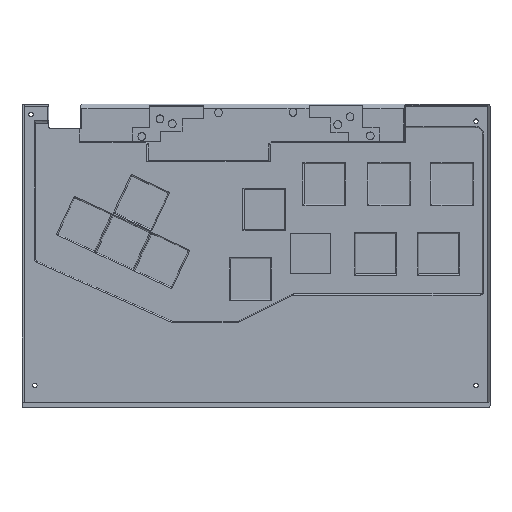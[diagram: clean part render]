
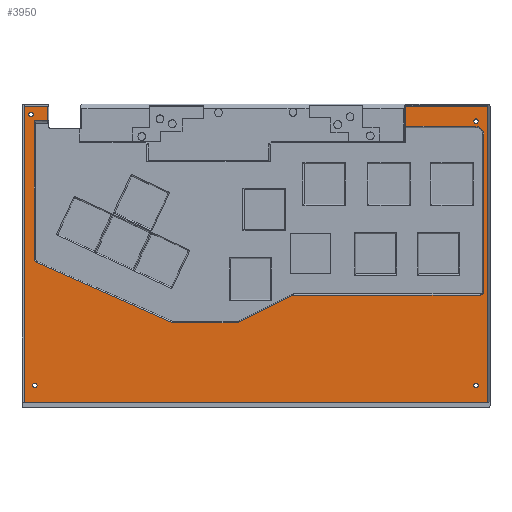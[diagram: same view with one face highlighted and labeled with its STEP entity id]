
A CAD part, top view. The second image highlights one B-rep face of the part: STEP entity #3950.
In plain terms, the highlighted planar face has unit normal (0, 0, 1).
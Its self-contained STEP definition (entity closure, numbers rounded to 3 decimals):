
#3188=CARTESIAN_POINT('',(200.746,127.05,9.));
#3189=VERTEX_POINT('',#3188);
#3213=CARTESIAN_POINT('',(201.746,127.05,9.));
#3214=DIRECTION('',(0.,0.,1.));
#3215=DIRECTION('',(-1.,0.,0.));
#3216=AXIS2_PLACEMENT_3D('',#3213,#3214,#3215);
#3217=CIRCLE('',#3216,1.);
#3218=EDGE_CURVE('',#3189,#3189,#3217,.T.);
#3230=CARTESIAN_POINT('',(200.746,9.05,9.));
#3231=VERTEX_POINT('',#3230);
#3255=CARTESIAN_POINT('',(201.746,9.05,9.));
#3256=DIRECTION('',(0.,0.,1.));
#3257=DIRECTION('',(-1.,0.,0.));
#3258=AXIS2_PLACEMENT_3D('',#3255,#3256,#3257);
#3259=CIRCLE('',#3258,1.);
#3260=EDGE_CURVE('',#3231,#3231,#3259,.T.);
#3272=CARTESIAN_POINT('',(3.746,9.05,9.));
#3273=VERTEX_POINT('',#3272);
#3297=CARTESIAN_POINT('',(4.746,9.05,9.));
#3298=DIRECTION('',(0.,0.,1.));
#3299=DIRECTION('',(-1.,0.,0.));
#3300=AXIS2_PLACEMENT_3D('',#3297,#3298,#3299);
#3301=CIRCLE('',#3300,1.);
#3302=EDGE_CURVE('',#3273,#3273,#3301,.T.);
#3614=CARTESIAN_POINT('',(0.,133.7,9.));
#3615=VERTEX_POINT('',#3614);
#3622=CARTESIAN_POINT('',(10.47,133.7,9.));
#3623=VERTEX_POINT('',#3622);
#3624=CARTESIAN_POINT('',(10.47,133.7,9.));
#3625=DIRECTION('',(-1.,-0.,0.));
#3626=VECTOR('',#3625,10.47);
#3627=LINE('',#3624,#3626);
#3628=EDGE_CURVE('',#3623,#3615,#3627,.T.);
#3651=CARTESIAN_POINT('',(207.,133.7,9.));
#3652=VERTEX_POINT('',#3651);
#3669=CARTESIAN_POINT('',(170.374,133.7,9.));
#3670=VERTEX_POINT('',#3669);
#3677=CARTESIAN_POINT('',(207.,133.7,9.));
#3678=DIRECTION('',(-1.,-0.,0.));
#3679=VECTOR('',#3678,36.626);
#3680=LINE('',#3677,#3679);
#3681=EDGE_CURVE('',#3652,#3670,#3680,.T.);
#3691=CARTESIAN_POINT('',(207.,1.55,9.));
#3692=VERTEX_POINT('',#3691);
#3715=CARTESIAN_POINT('',(207.,1.55,9.));
#3716=DIRECTION('',(-0.,1.,0.));
#3717=VECTOR('',#3716,132.15);
#3718=LINE('',#3715,#3717);
#3719=EDGE_CURVE('',#3692,#3652,#3718,.T.);
#3729=CARTESIAN_POINT('',(0.,1.55,9.));
#3730=VERTEX_POINT('',#3729);
#3746=CARTESIAN_POINT('',(0.,1.55,9.));
#3747=DIRECTION('',(1.,0.,0.));
#3748=VECTOR('',#3747,207.);
#3749=LINE('',#3746,#3748);
#3750=EDGE_CURVE('',#3730,#3692,#3749,.T.);
#3768=CARTESIAN_POINT('',(0.,133.7,9.));
#3769=DIRECTION('',(0.,-1.,0.));
#3770=VECTOR('',#3769,132.15);
#3771=LINE('',#3768,#3770);
#3772=EDGE_CURVE('',#3615,#3730,#3771,.T.);
#3777=CARTESIAN_POINT('',(0.,0.,9.));
#3778=DIRECTION('',(0.,0.,-1.));
#3779=DIRECTION('',(-1.,0.,0.));
#3780=AXIS2_PLACEMENT_3D('',#3777,#3778,#3779);
#3781=PLANE('',#3780);
#3782=CARTESIAN_POINT('',(4.,130.,9.));
#3783=VERTEX_POINT('',#3782);
#3784=CARTESIAN_POINT('',(2.,130.,9.));
#3785=VERTEX_POINT('',#3784);
#3786=CARTESIAN_POINT('',(3.,130.,9.));
#3787=DIRECTION('',(-0.,-0.,1.));
#3788=DIRECTION('',(-1.,0.,0.));
#3789=AXIS2_PLACEMENT_3D('',#3786,#3787,#3788);
#3790=CIRCLE('',#3789,1.);
#3791=EDGE_CURVE('',#3783,#3785,#3790,.T.);
#3792=ORIENTED_EDGE('',*,*,#3791,.F.);
#3793=CARTESIAN_POINT('',(3.,130.,9.));
#3794=DIRECTION('',(-0.,-0.,1.));
#3795=DIRECTION('',(-1.,0.,0.));
#3796=AXIS2_PLACEMENT_3D('',#3793,#3794,#3795);
#3797=CIRCLE('',#3796,1.);
#3798=EDGE_CURVE('',#3785,#3783,#3797,.T.);
#3799=ORIENTED_EDGE('',*,*,#3798,.F.);
#3800=EDGE_LOOP('',(#3792,#3799));
#3801=FACE_BOUND('',#3800,.T.);
#3802=ORIENTED_EDGE('',*,*,#3681,.T.);
#3803=CARTESIAN_POINT('',(170.374,124.7,9.));
#3804=VERTEX_POINT('',#3803);
#3805=CARTESIAN_POINT('',(170.374,133.7,9.));
#3806=DIRECTION('',(-0.,-1.,-0.));
#3807=VECTOR('',#3806,9.);
#3808=LINE('',#3805,#3807);
#3809=EDGE_CURVE('',#3670,#3804,#3808,.T.);
#3810=ORIENTED_EDGE('',*,*,#3809,.T.);
#3811=CARTESIAN_POINT('',(201.629,124.7,9.));
#3812=VERTEX_POINT('',#3811);
#3813=CARTESIAN_POINT('',(170.374,124.7,9.));
#3814=DIRECTION('',(1.,0.,-0.));
#3815=VECTOR('',#3814,31.256);
#3816=LINE('',#3813,#3815);
#3817=EDGE_CURVE('',#3804,#3812,#3816,.T.);
#3818=ORIENTED_EDGE('',*,*,#3817,.T.);
#3819=CARTESIAN_POINT('',(205.129,121.2,9.));
#3820=VERTEX_POINT('',#3819);
#3821=CARTESIAN_POINT('',(201.629,121.2,9.));
#3822=DIRECTION('',(0.,0.,-1.));
#3823=DIRECTION('',(-1.,0.,0.));
#3824=AXIS2_PLACEMENT_3D('',#3821,#3822,#3823);
#3825=CIRCLE('',#3824,3.5);
#3826=EDGE_CURVE('',#3812,#3820,#3825,.T.);
#3827=ORIENTED_EDGE('',*,*,#3826,.T.);
#3828=CARTESIAN_POINT('',(205.129,50.88,9.));
#3829=VERTEX_POINT('',#3828);
#3830=CARTESIAN_POINT('',(205.129,121.2,9.));
#3831=DIRECTION('',(0.,-1.,0.));
#3832=VECTOR('',#3831,70.32);
#3833=LINE('',#3830,#3832);
#3834=EDGE_CURVE('',#3820,#3829,#3833,.T.);
#3835=ORIENTED_EDGE('',*,*,#3834,.T.);
#3836=CARTESIAN_POINT('',(203.629,49.38,9.));
#3837=VERTEX_POINT('',#3836);
#3838=CARTESIAN_POINT('',(203.629,50.88,9.));
#3839=DIRECTION('',(0.,0.,-1.));
#3840=DIRECTION('',(-1.,0.,0.));
#3841=AXIS2_PLACEMENT_3D('',#3838,#3839,#3840);
#3842=CIRCLE('',#3841,1.5);
#3843=EDGE_CURVE('',#3829,#3837,#3842,.T.);
#3844=ORIENTED_EDGE('',*,*,#3843,.T.);
#3845=CARTESIAN_POINT('',(120.195,49.38,9.));
#3846=VERTEX_POINT('',#3845);
#3847=CARTESIAN_POINT('',(203.629,49.38,9.));
#3848=DIRECTION('',(-1.,0.,0.));
#3849=VECTOR('',#3848,83.434);
#3850=LINE('',#3847,#3849);
#3851=EDGE_CURVE('',#3837,#3846,#3850,.T.);
#3852=ORIENTED_EDGE('',*,*,#3851,.T.);
#3853=CARTESIAN_POINT('',(119.972,49.327,9.));
#3854=VERTEX_POINT('',#3853);
#3855=CARTESIAN_POINT('',(120.195,48.88,9.));
#3856=DIRECTION('',(-0.,-0.,1.));
#3857=DIRECTION('',(-1.,0.,0.));
#3858=AXIS2_PLACEMENT_3D('',#3855,#3856,#3857);
#3859=CIRCLE('',#3858,0.5);
#3860=EDGE_CURVE('',#3846,#3854,#3859,.T.);
#3861=ORIENTED_EDGE('',*,*,#3860,.T.);
#3862=CARTESIAN_POINT('',(95.785,37.235,9.));
#3863=VERTEX_POINT('',#3862);
#3864=CARTESIAN_POINT('',(119.972,49.327,9.));
#3865=DIRECTION('',(-0.894,-0.447,0.));
#3866=VECTOR('',#3865,27.041);
#3867=LINE('',#3864,#3866);
#3868=EDGE_CURVE('',#3854,#3863,#3867,.T.);
#3869=ORIENTED_EDGE('',*,*,#3868,.T.);
#3870=CARTESIAN_POINT('',(95.114,37.077,9.));
#3871=VERTEX_POINT('',#3870);
#3872=CARTESIAN_POINT('',(95.114,38.577,9.));
#3873=DIRECTION('',(0.,0.,-1.));
#3874=DIRECTION('',(-1.,0.,0.));
#3875=AXIS2_PLACEMENT_3D('',#3872,#3873,#3874);
#3876=CIRCLE('',#3875,1.5);
#3877=EDGE_CURVE('',#3863,#3871,#3876,.T.);
#3878=ORIENTED_EDGE('',*,*,#3877,.T.);
#3879=CARTESIAN_POINT('',(66.533,37.077,9.));
#3880=VERTEX_POINT('',#3879);
#3881=CARTESIAN_POINT('',(95.114,37.077,9.));
#3882=DIRECTION('',(-1.,0.,0.));
#3883=VECTOR('',#3882,28.581);
#3884=LINE('',#3881,#3883);
#3885=EDGE_CURVE('',#3871,#3880,#3884,.T.);
#3886=ORIENTED_EDGE('',*,*,#3885,.T.);
#3887=CARTESIAN_POINT('',(65.925,37.206,9.));
#3888=VERTEX_POINT('',#3887);
#3889=CARTESIAN_POINT('',(66.533,38.577,9.));
#3890=DIRECTION('',(0.,0.,-1.));
#3891=DIRECTION('',(-1.,0.,0.));
#3892=AXIS2_PLACEMENT_3D('',#3889,#3890,#3891);
#3893=CIRCLE('',#3892,1.5);
#3894=EDGE_CURVE('',#3880,#3888,#3893,.T.);
#3895=ORIENTED_EDGE('',*,*,#3894,.T.);
#3896=CARTESIAN_POINT('',(5.392,64.06,9.));
#3897=VERTEX_POINT('',#3896);
#3898=CARTESIAN_POINT('',(65.925,37.206,9.));
#3899=DIRECTION('',(-0.914,0.406,0.));
#3900=VECTOR('',#3899,66.223);
#3901=LINE('',#3898,#3900);
#3902=EDGE_CURVE('',#3888,#3897,#3901,.T.);
#3903=ORIENTED_EDGE('',*,*,#3902,.T.);
#3904=CARTESIAN_POINT('',(4.5,65.432,9.));
#3905=VERTEX_POINT('',#3904);
#3906=CARTESIAN_POINT('',(6.,65.432,9.));
#3907=DIRECTION('',(0.,0.,-1.));
#3908=DIRECTION('',(-1.,0.,0.));
#3909=AXIS2_PLACEMENT_3D('',#3906,#3907,#3908);
#3910=CIRCLE('',#3909,1.5);
#3911=EDGE_CURVE('',#3897,#3905,#3910,.T.);
#3912=ORIENTED_EDGE('',*,*,#3911,.T.);
#3913=CARTESIAN_POINT('',(4.5,127.2,9.));
#3914=VERTEX_POINT('',#3913);
#3915=CARTESIAN_POINT('',(4.5,65.432,9.));
#3916=DIRECTION('',(0.,1.,0.));
#3917=VECTOR('',#3916,61.768);
#3918=LINE('',#3915,#3917);
#3919=EDGE_CURVE('',#3905,#3914,#3918,.T.);
#3920=ORIENTED_EDGE('',*,*,#3919,.T.);
#3921=CARTESIAN_POINT('',(10.47,127.2,9.));
#3922=VERTEX_POINT('',#3921);
#3923=CARTESIAN_POINT('',(4.5,127.2,9.));
#3924=DIRECTION('',(1.,-0.,-0.));
#3925=VECTOR('',#3924,5.97);
#3926=LINE('',#3923,#3925);
#3927=EDGE_CURVE('',#3914,#3922,#3926,.T.);
#3928=ORIENTED_EDGE('',*,*,#3927,.T.);
#3929=CARTESIAN_POINT('',(10.47,127.2,9.));
#3930=DIRECTION('',(-0.,1.,-0.));
#3931=VECTOR('',#3930,6.5);
#3932=LINE('',#3929,#3931);
#3933=EDGE_CURVE('',#3922,#3623,#3932,.T.);
#3934=ORIENTED_EDGE('',*,*,#3933,.T.);
#3935=ORIENTED_EDGE('',*,*,#3628,.T.);
#3936=ORIENTED_EDGE('',*,*,#3772,.T.);
#3937=ORIENTED_EDGE('',*,*,#3750,.T.);
#3938=ORIENTED_EDGE('',*,*,#3719,.T.);
#3939=EDGE_LOOP('',(#3802,#3810,#3818,#3827,#3835,#3844,#3852,#3861,#3869,#3878,#3886,#3895,#3903,#3912,#3920,#3928,#3934,#3935,#3936,#3937,#3938));
#3940=FACE_BOUND('',#3939,.T.);
#3941=ORIENTED_EDGE('',*,*,#3260,.F.);
#3942=EDGE_LOOP('',(#3941));
#3943=FACE_BOUND('',#3942,.T.);
#3944=ORIENTED_EDGE('',*,*,#3218,.F.);
#3945=EDGE_LOOP('',(#3944));
#3946=FACE_BOUND('',#3945,.T.);
#3947=ORIENTED_EDGE('',*,*,#3302,.F.);
#3948=EDGE_LOOP('',(#3947));
#3949=FACE_BOUND('',#3948,.T.);
#3950=ADVANCED_FACE('',(#3801,#3940,#3943,#3946,#3949),#3781,.F.);
